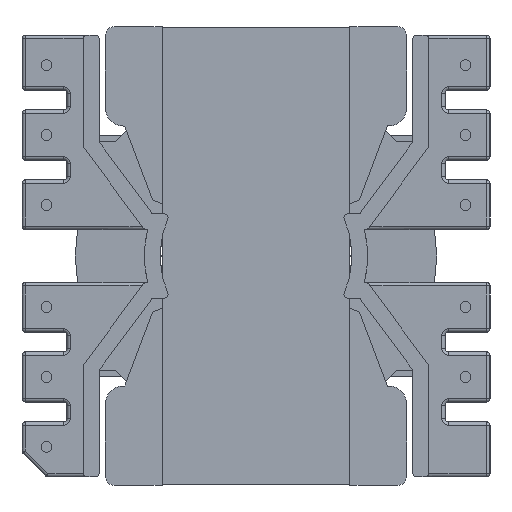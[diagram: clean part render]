
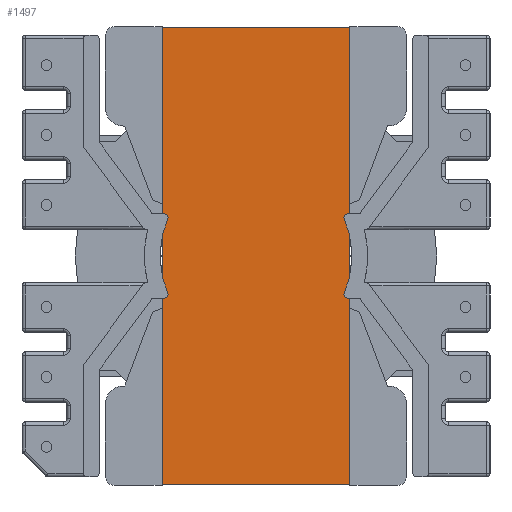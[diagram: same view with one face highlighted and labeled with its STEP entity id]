
A CAD part, front view. The second image highlights one B-rep face of the part: STEP entity #1497.
In plain terms, the highlighted face is planar.
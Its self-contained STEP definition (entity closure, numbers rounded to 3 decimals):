
#55 = VECTOR ( 'NONE', #7404, 1000. ) ;
#1497 = ADVANCED_FACE ( 'NONE', ( #9205 ), #12079, .T. ) ;
#1512 = CARTESIAN_POINT ( 'NONE',  ( -0.16, -33.18, 0. ) ) ;
#2244 = DIRECTION ( 'NONE',  ( 0., 0., 1. ) ) ;
#3330 = DIRECTION ( 'NONE',  ( 0., 0., 1. ) ) ;
#4130 = ORIENTED_EDGE ( 'NONE', *, *, #14454, .T. ) ;
#4263 = VECTOR ( 'NONE', #3330, 1000. ) ;
#4656 = LINE ( 'NONE', #15479, #4263 ) ;
#5479 = VERTEX_POINT ( 'NONE', #6026 ) ;
#5794 = CARTESIAN_POINT ( 'NONE',  ( -0.16, 0.16, -13.72 ) ) ;
#6026 = CARTESIAN_POINT ( 'NONE',  ( -0.16, 0.16, 0. ) ) ;
#6071 = CARTESIAN_POINT ( 'NONE',  ( -0.16, -33.18, -13.72 ) ) ;
#6587 = LINE ( 'NONE', #8762, #55 ) ;
#6745 = VECTOR ( 'NONE', #2244, 1000. ) ;
#6926 = LINE ( 'NONE', #6071, #6745 ) ;
#6939 = AXIS2_PLACEMENT_3D ( 'NONE', #5794, #9455, #10680 ) ;
#7113 = EDGE_CURVE ( 'NONE', #5479, #14644, #6587, .T. ) ;
#7404 = DIRECTION ( 'NONE',  ( 0., -1., 0. ) ) ;
#8762 = CARTESIAN_POINT ( 'NONE',  ( -0.16, 0.16, 0. ) ) ;
#9205 = FACE_OUTER_BOUND ( 'NONE', #15708, .T. ) ;
#9455 = DIRECTION ( 'NONE',  ( -1., 0., 0. ) ) ;
#10654 = ORIENTED_EDGE ( 'NONE', *, *, #11703, .F. ) ;
#10680 = DIRECTION ( 'NONE',  ( 0., -1., 0. ) ) ;
#10727 = VERTEX_POINT ( 'NONE', #11602 ) ;
#11104 = CARTESIAN_POINT ( 'NONE',  ( -0.16, 0.16, -13.72 ) ) ;
#11276 = ORIENTED_EDGE ( 'NONE', *, *, #11753, .T. ) ;
#11390 = LINE ( 'NONE', #11104, #12921 ) ;
#11602 = CARTESIAN_POINT ( 'NONE',  ( -0.16, -33.18, -13.72 ) ) ;
#11703 = EDGE_CURVE ( 'NONE', #13966, #5479, #4656, .T. ) ;
#11753 = EDGE_CURVE ( 'NONE', #10727, #14644, #6926, .T. ) ;
#12079 = PLANE ( 'NONE',  #6939 ) ;
#12921 = VECTOR ( 'NONE', #14704, 1000. ) ;
#13966 = VERTEX_POINT ( 'NONE', #14659 ) ;
#14403 = ORIENTED_EDGE ( 'NONE', *, *, #7113, .F. ) ;
#14454 = EDGE_CURVE ( 'NONE', #13966, #10727, #11390, .T. ) ;
#14644 = VERTEX_POINT ( 'NONE', #1512 ) ;
#14659 = CARTESIAN_POINT ( 'NONE',  ( -0.16, 0.16, -13.72 ) ) ;
#14704 = DIRECTION ( 'NONE',  ( 0., -1., 0. ) ) ;
#15479 = CARTESIAN_POINT ( 'NONE',  ( -0.16, 0.16, -13.72 ) ) ;
#15708 = EDGE_LOOP ( 'NONE', ( #14403, #10654, #4130, #11276 ) ) ;
